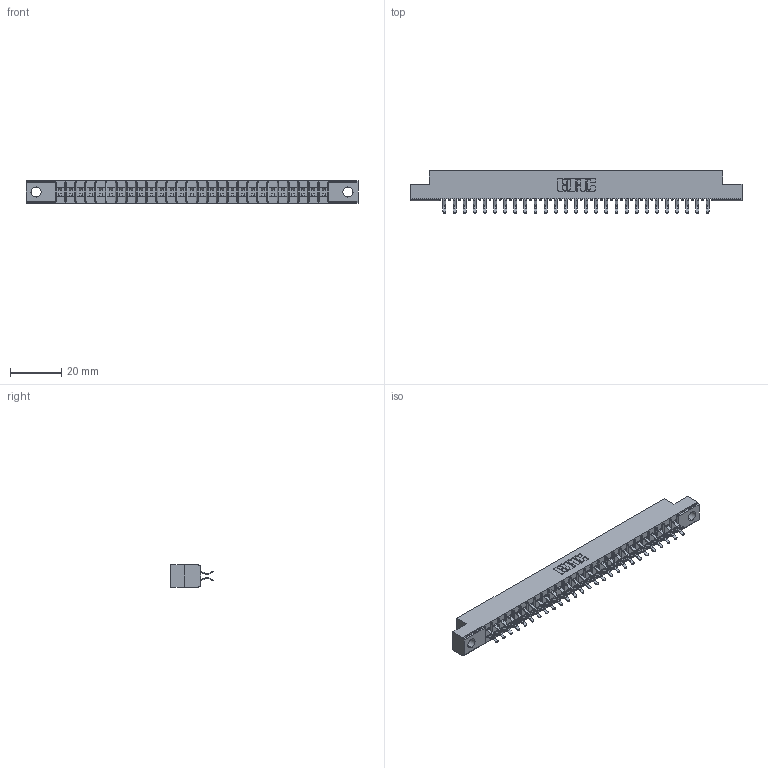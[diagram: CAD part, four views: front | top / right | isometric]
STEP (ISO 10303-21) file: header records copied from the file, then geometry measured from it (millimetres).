
FILE_DESCRIPTION (( 'STEP AP203' ), '1' );
FILE_NAME ('355-054-556-504.STEP', '2019-09-11T17:23:02', ( '' ), ( '' ), 'SwSTEP 2.0', 'SolidWorks 2016', '' );
FILE_SCHEMA (( 'CONFIG_CONTROL_DESIGN' ));
Length unit declared in the file: inch
Products named in the file (3): 305-290-001_556; 355-054-556-504; 305 Part_.156 Dia
Assembly tree (55 placements, depth 2):
  355-054-556-504
    305 Part_.156 Dia
    305-290-001_556  x54
Bounding box: 130 x 16.64 x 8.71 mm (x, y, z)
Volume: 7656.2 mm3; surface area: 15507.7 mm2
Topology: 55 solids, 55 shells, 3154 faces, 9073 edges, 5902 vertices
Faces by surface type: plane 1756, cylinder 1290, sphere 108
Entity records: 31700 total; most frequent: CARTESIAN_POINT 5253, ORIENTED_EDGE 5210, DIRECTION 5089, EDGE_CURVE 2605, VECTOR 2093, LINE 2093, VERTEX_POINT 1662, AXIS2_PLACEMENT_3D 1498
